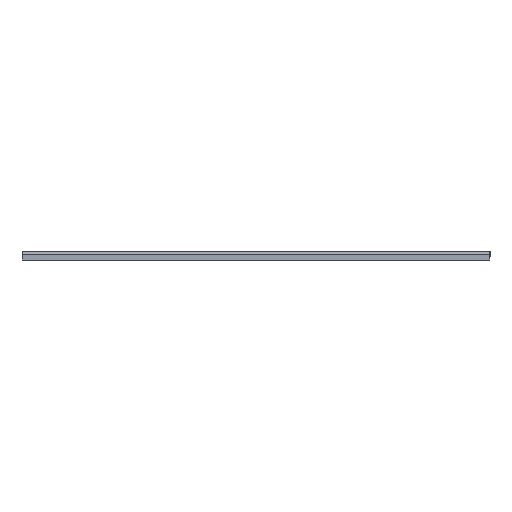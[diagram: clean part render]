
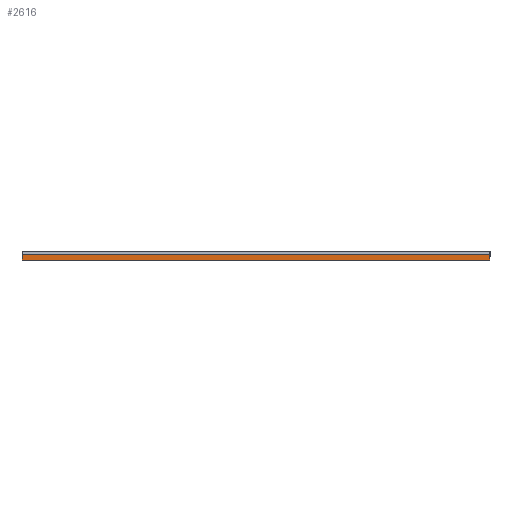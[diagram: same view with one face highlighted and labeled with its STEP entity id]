
A CAD part, front view. The second image highlights one B-rep face of the part: STEP entity #2616.
In plain terms, the highlighted planar face has unit normal (0, -1, 0).
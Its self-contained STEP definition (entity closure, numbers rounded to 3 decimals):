
#269 = CARTESIAN_POINT ( 'NONE',  ( 404.8, -116.95, -7.25 ) ) ;
#276 = CARTESIAN_POINT ( 'NONE',  ( 0., -116.95, -2.237 ) ) ;
#597 = CARTESIAN_POINT ( 'NONE',  ( -13.875, -116.95, -7.25 ) ) ;
#1263 = ORIENTED_EDGE ( 'NONE', *, *, #13908, .T. ) ;
#1564 = CARTESIAN_POINT ( 'NONE',  ( 404.8, -116.95, -2.237 ) ) ;
#1696 = VECTOR ( 'NONE', #6683, 1000. ) ;
#2527 = ORIENTED_EDGE ( 'NONE', *, *, #23078, .T. ) ;
#2616 = ADVANCED_FACE ( 'NONE', ( #8588 ), #6864, .F. ) ;
#2965 = EDGE_CURVE ( 'NONE', #7605, #14846, #12439, .T. ) ;
#3299 = EDGE_LOOP ( 'NONE', ( #25912, #1263, #2527, #7650 ) ) ;
#6525 = DIRECTION ( 'NONE',  ( 1., 0., 0. ) ) ;
#6683 = DIRECTION ( 'NONE',  ( 0., 0., -1. ) ) ;
#6864 = PLANE ( 'NONE',  #12856 ) ;
#7605 = VERTEX_POINT ( 'NONE', #269 ) ;
#7650 = ORIENTED_EDGE ( 'NONE', *, *, #2965, .T. ) ;
#8588 = FACE_OUTER_BOUND ( 'NONE', #3299, .T. ) ;
#9124 = DIRECTION ( 'NONE',  ( -1., 0., 0. ) ) ;
#12126 = VECTOR ( 'NONE', #6525, 1000. ) ;
#12439 = LINE ( 'NONE', #24590, #17496 ) ;
#12856 = AXIS2_PLACEMENT_3D ( 'NONE', #13205, #12949, #9124 ) ;
#12949 = DIRECTION ( 'NONE',  ( 0., 1., 0. ) ) ;
#13205 = CARTESIAN_POINT ( 'NONE',  ( 0., -116.95, 113.87 ) ) ;
#13908 = EDGE_CURVE ( 'NONE', #17967, #20248, #18680, .T. ) ;
#14525 = CARTESIAN_POINT ( 'NONE',  ( -13.875, -116.95, -2.237 ) ) ;
#14846 = VERTEX_POINT ( 'NONE', #1564 ) ;
#15641 = CARTESIAN_POINT ( 'NONE',  ( -13.875, -116.95, -7.25 ) ) ;
#17496 = VECTOR ( 'NONE', #24872, 1000. ) ;
#17967 = VERTEX_POINT ( 'NONE', #14525 ) ;
#17986 = EDGE_CURVE ( 'NONE', #17967, #14846, #24451, .T. ) ;
#18680 = LINE ( 'NONE', #597, #1696 ) ;
#20248 = VERTEX_POINT ( 'NONE', #15641 ) ;
#22907 = LINE ( 'NONE', #25149, #12126 ) ;
#23078 = EDGE_CURVE ( 'NONE', #20248, #7605, #22907, .T. ) ;
#24451 = LINE ( 'NONE', #276, #24648 ) ;
#24572 = DIRECTION ( 'NONE',  ( 1., 0., 0. ) ) ;
#24590 = CARTESIAN_POINT ( 'NONE',  ( 404.8, -116.95, 8.32 ) ) ;
#24648 = VECTOR ( 'NONE', #24572, 1000. ) ;
#24872 = DIRECTION ( 'NONE',  ( 0., 0., 1. ) ) ;
#25149 = CARTESIAN_POINT ( 'NONE',  ( 404.8, -116.95, -7.25 ) ) ;
#25912 = ORIENTED_EDGE ( 'NONE', *, *, #17986, .F. ) ;
